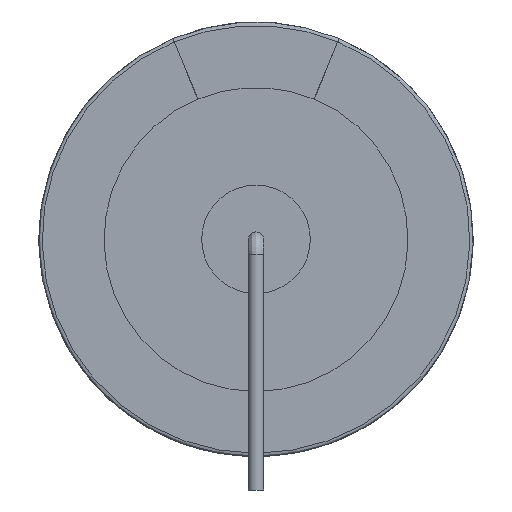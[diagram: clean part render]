
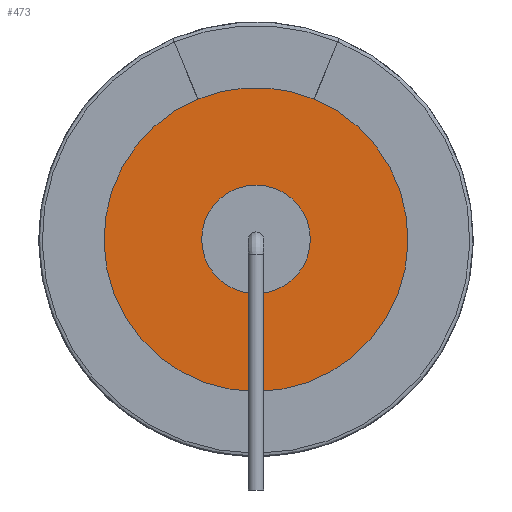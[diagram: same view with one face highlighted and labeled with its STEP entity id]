
A CAD part, left-side view. The second image highlights one B-rep face of the part: STEP entity #473.
In plain terms, the highlighted planar face has unit normal (-1, 0, 0).
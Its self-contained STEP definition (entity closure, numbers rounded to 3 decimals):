
#34=AXIS2_PLACEMENT_3D('',#35,#36,#37);
#35=CARTESIAN_POINT('',(4.2,0.,13.));
#36=DIRECTION('',(-1.,0.,0.));
#37=DIRECTION('',(0.,-0.383,0.924));
#120=VECTOR('',#121,1.);
#121=DIRECTION('',(0.,0.383,-0.924));
#206=VERTEX_POINT('',#207);
#207=CARTESIAN_POINT('',(4.2,-3.482,21.407));
#212=EDGE_CURVE('',#206,#213,#215,.T.);
#213=VERTEX_POINT('',#214);
#214=CARTESIAN_POINT('',(4.2,-3.479,21.398));
#215=LINE('',#216,#120);
#216=CARTESIAN_POINT('',(4.2,-1.252,16.022));
#350=VECTOR('',#351,1.);
#351=DIRECTION('',(0.,-0.383,-0.924));
#429=VERTEX_POINT('',#430);
#430=CARTESIAN_POINT('',(4.2,3.482,21.407));
#433=ORIENTED_EDGE('',*,*,#434,.T.);
#434=EDGE_CURVE('',#429,#435,#437,.T.);
#435=VERTEX_POINT('',#436);
#436=CARTESIAN_POINT('',(4.2,3.479,21.398));
#437=LINE('',#438,#350);
#438=CARTESIAN_POINT('',(4.2,1.252,16.022));
#467=EDGE_CURVE('',#213,#435,#468,.T.);
#468=CIRCLE('',#34,9.09);
#473=ADVANCED_FACE('',(#474,#488),#495,.F.);
#474=FACE_BOUND('',#475,.F.);
#475=EDGE_LOOP('',(#476,#484,#433,#486,#487));
#476=ORIENTED_EDGE('',*,*,#477,.T.);
#477=EDGE_CURVE('',#206,#478,#480,.T.);
#478=VERTEX_POINT('',#479);
#479=CARTESIAN_POINT('',(4.2,0.,3.9));
#480=CIRCLE('',#481,9.1);
#481=AXIS2_PLACEMENT_3D('',#35,#482,#483);
#482=DIRECTION('',(1.,-0.,0.));
#483=DIRECTION('',(0.,0.,-1.));
#484=ORIENTED_EDGE('',*,*,#485,.T.);
#485=EDGE_CURVE('',#478,#429,#480,.T.);
#486=ORIENTED_EDGE('',*,*,#467,.F.);
#487=ORIENTED_EDGE('',*,*,#212,.F.);
#488=FACE_BOUND('',#489,.F.);
#489=EDGE_LOOP('',(#490));
#490=ORIENTED_EDGE('',*,*,#491,.F.);
#491=EDGE_CURVE('',#492,#492,#494,.T.);
#492=VERTEX_POINT('',#493);
#493=CARTESIAN_POINT('',(4.2,0.,9.75));
#494=CIRCLE('',#481,3.25);
#495=PLANE('',#496);
#496=AXIS2_PLACEMENT_3D('',#497,#498,#483);
#497=CARTESIAN_POINT('',(4.2,0.,13.));
#498=DIRECTION('',(1.,0.,0.));
